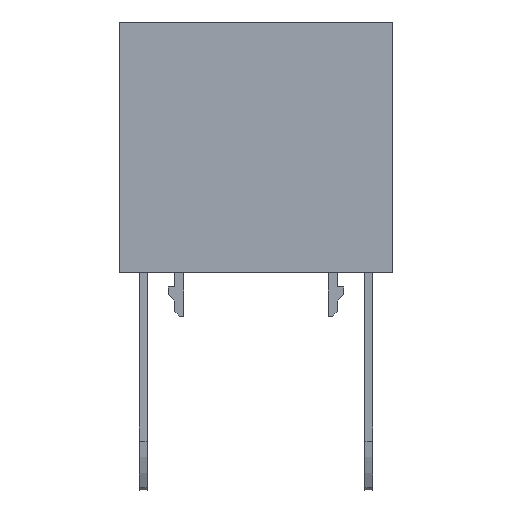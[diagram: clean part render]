
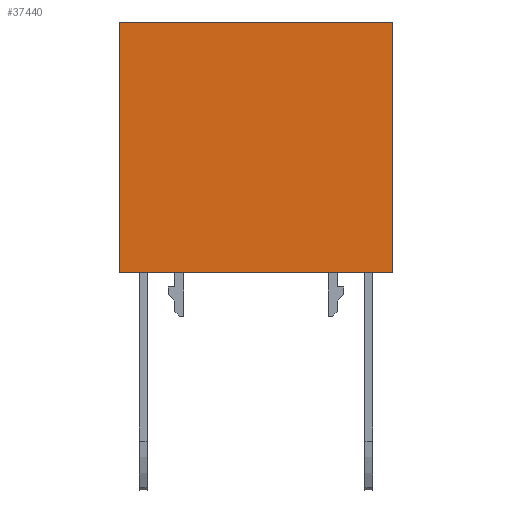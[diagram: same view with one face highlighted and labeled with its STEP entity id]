
A CAD part, front view. The second image highlights one B-rep face of the part: STEP entity #37440.
In plain terms, the highlighted planar face has unit normal (0, -1, 0).
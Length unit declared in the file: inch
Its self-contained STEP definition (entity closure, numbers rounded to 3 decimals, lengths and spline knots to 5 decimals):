
#19956=CARTESIAN_POINT('',(0.57185,-0.15748,0.54429));
#19957=VERTEX_POINT('',#19956);
#19972=CARTESIAN_POINT('',(-0.57185,-0.15748,0.54429));
#19973=VERTEX_POINT('',#19972);
#19980=CARTESIAN_POINT('',(0.57185,-0.15748,0.54429));
#19981=DIRECTION('',(-1.0,0.0,0.0));
#19982=VECTOR('',#19981,1.1437);
#19983=LINE('',#19980,#19982);
#19984=EDGE_CURVE('',#19957,#19973,#19983,.T.);
#37363=CARTESIAN_POINT('',(-0.57185,-0.15748,-0.50492));
#37364=VERTEX_POINT('',#37363);
#37372=CARTESIAN_POINT('',(0.57185,-0.15748,-0.50492));
#37373=VERTEX_POINT('',#37372);
#37380=CARTESIAN_POINT('',(-0.57185,-0.15748,-0.50492));
#37381=DIRECTION('',(1.0,0.0,0.0));
#37382=VECTOR('',#37381,1.1437);
#37383=LINE('',#37380,#37382);
#37384=EDGE_CURVE('',#37364,#37373,#37383,.T.);
#37412=CARTESIAN_POINT('',(0.57185,-0.15748,0.54429));
#37413=DIRECTION('',(0.0,0.0,-1.0));
#37414=VECTOR('',#37413,1.04921);
#37415=LINE('',#37412,#37414);
#37416=EDGE_CURVE('',#19957,#37373,#37415,.T.);
#37424=CARTESIAN_POINT('',(0.57185,-0.15748,0.0));
#37425=DIRECTION('',(0.0,-1.0,0.0));
#37426=DIRECTION('',(0.0,0.0,-1.0));
#37427=AXIS2_PLACEMENT_3D('',#37424,#37425,#37426);
#37428=PLANE('',#37427);
#37429=CARTESIAN_POINT('',(-0.57185,-0.15748,0.54429));
#37430=DIRECTION('',(0.0,0.0,-1.0));
#37431=VECTOR('',#37430,1.04921);
#37432=LINE('',#37429,#37431);
#37433=EDGE_CURVE('',#19973,#37364,#37432,.T.);
#37434=ORIENTED_EDGE('',*,*,#37433,.T.);
#37435=ORIENTED_EDGE('',*,*,#37384,.T.);
#37436=ORIENTED_EDGE('',*,*,#37416,.F.);
#37437=ORIENTED_EDGE('',*,*,#19984,.T.);
#37438=EDGE_LOOP('',(#37434,#37435,#37436,#37437));
#37439=FACE_OUTER_BOUND('',#37438,.T.);
#37440=ADVANCED_FACE('',(#37439),#37428,.T.);
